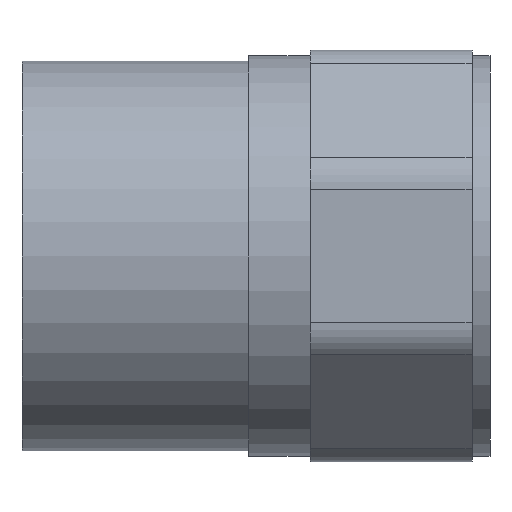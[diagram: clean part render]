
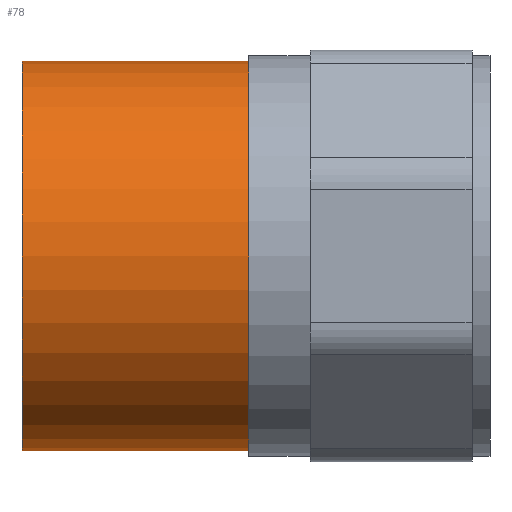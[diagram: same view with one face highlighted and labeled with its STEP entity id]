
A CAD part, front view. The second image highlights one B-rep face of the part: STEP entity #78.
In plain terms, the highlighted cylindrical face has radius 26 mm (diameter 52 mm), a full revolution.
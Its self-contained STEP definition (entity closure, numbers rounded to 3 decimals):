
#78 = ADVANCED_FACE( '', ( #114, #115 ), #116, .T. );
#114 = FACE_OUTER_BOUND( '', #194, .T. );
#115 = FACE_OUTER_BOUND( '', #195, .T. );
#116 = CYLINDRICAL_SURFACE( '', #196, 26. );
#194 = EDGE_LOOP( '', ( #289 ) );
#195 = EDGE_LOOP( '', ( #290 ) );
#196 = AXIS2_PLACEMENT_3D( '', #291, #292, #293 );
#289 = ORIENTED_EDGE( '', *, *, #500, .T. );
#290 = ORIENTED_EDGE( '', *, *, #501, .F. );
#291 = CARTESIAN_POINT( '', ( 40.5, 0., 0. ) );
#292 = DIRECTION( '', ( -1., 0., 0. ) );
#293 = DIRECTION( '', ( 0., 0., -1. ) );
#500 = EDGE_CURVE( '', #571, #571, #572, .T. );
#501 = EDGE_CURVE( '', #573, #573, #574, .T. );
#571 = VERTEX_POINT( '', #687 );
#572 = CIRCLE( '', #688, 26. );
#573 = VERTEX_POINT( '', #689 );
#574 = CIRCLE( '', #690, 26. );
#687 = CARTESIAN_POINT( '', ( -22., 0., -26. ) );
#688 = AXIS2_PLACEMENT_3D( '', #823, #824, #825 );
#689 = CARTESIAN_POINT( '', ( 8.25, 0., -26. ) );
#690 = AXIS2_PLACEMENT_3D( '', #826, #827, #828 );
#823 = CARTESIAN_POINT( '', ( -22., 0., 0. ) );
#824 = DIRECTION( '', ( 1., 0., 0. ) );
#825 = DIRECTION( '', ( 0., 0., -1. ) );
#826 = CARTESIAN_POINT( '', ( 8.25, 0., 0. ) );
#827 = DIRECTION( '', ( 1., 0., 0. ) );
#828 = DIRECTION( '', ( 0., 0., -1. ) );
